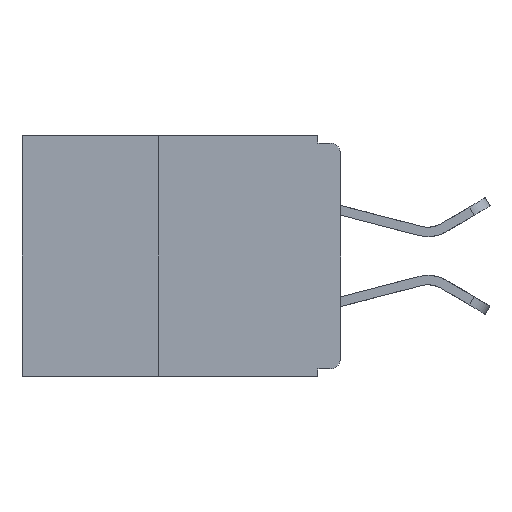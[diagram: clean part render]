
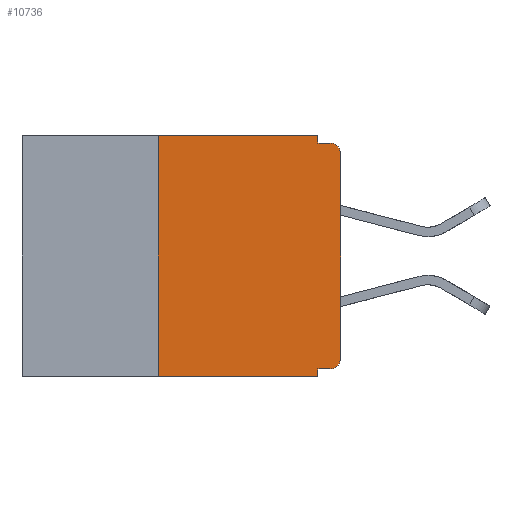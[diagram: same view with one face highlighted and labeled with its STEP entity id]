
A CAD part, left-side view. The second image highlights one B-rep face of the part: STEP entity #10736.
In plain terms, the highlighted planar face has unit normal (-1, 0, 0).
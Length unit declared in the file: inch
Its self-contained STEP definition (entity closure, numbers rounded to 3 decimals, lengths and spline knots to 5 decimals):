
#247 = VECTOR ( 'NONE', #3565, 39.37008 ) ;
#452 = VERTEX_POINT ( 'NONE', #6421 ) ;
#483 = CARTESIAN_POINT ( 'NONE',  ( 0., 0.437, 0. ) ) ;
#550 = EDGE_CURVE ( 'NONE', #7195, #23900, #26136, .T. ) ;
#576 = EDGE_LOOP ( 'NONE', ( #5293, #7343, #22380, #21622, #25204, #1611, #23657, #12785, #12157, #22406 ) ) ;
#921 = LINE ( 'NONE', #1433, #247 ) ;
#1433 = CARTESIAN_POINT ( 'NONE',  ( 0., 0., 0. ) ) ;
#1585 = VECTOR ( 'NONE', #3491, 39.37008 ) ;
#1611 = ORIENTED_EDGE ( 'NONE', *, *, #11205, .F. ) ;
#1983 = CARTESIAN_POINT ( 'NONE',  ( 0., 0.25, -0.33 ) ) ;
#2093 = LINE ( 'NONE', #1983, #16545 ) ;
#2648 = DIRECTION ( 'NONE',  ( 1., 0., 0. ) ) ;
#2977 = VERTEX_POINT ( 'NONE', #21638 ) ;
#3491 = DIRECTION ( 'NONE',  ( 0., 1., 0. ) ) ;
#3561 = CARTESIAN_POINT ( 'NONE',  ( 0., 0., -0.01 ) ) ;
#3565 = DIRECTION ( 'NONE',  ( 0., 0., 1. ) ) ;
#3819 = CARTESIAN_POINT ( 'NONE',  ( 0., 0., -0.32 ) ) ;
#3893 = VECTOR ( 'NONE', #17488, 39.37008 ) ;
#4022 = VERTEX_POINT ( 'NONE', #8126 ) ;
#5067 = VERTEX_POINT ( 'NONE', #15138 ) ;
#5102 = CARTESIAN_POINT ( 'NONE',  ( 0., 0.031, -0.33 ) ) ;
#5293 = ORIENTED_EDGE ( 'NONE', *, *, #16147, .T. ) ;
#6421 = CARTESIAN_POINT ( 'NONE',  ( 0., 0.25, -0.33 ) ) ;
#6526 = CARTESIAN_POINT ( 'NONE',  ( 0., 0.031, -0.32 ) ) ;
#7150 = LINE ( 'NONE', #3819, #1585 ) ;
#7195 = VERTEX_POINT ( 'NONE', #8323 ) ;
#7232 = DIRECTION ( 'NONE',  ( 0., 0., -1. ) ) ;
#7343 = ORIENTED_EDGE ( 'NONE', *, *, #7708, .T. ) ;
#7708 = EDGE_CURVE ( 'NONE', #4022, #24058, #12597, .T. ) ;
#8126 = CARTESIAN_POINT ( 'NONE',  ( 0., 0., -0.025 ) ) ;
#8323 = CARTESIAN_POINT ( 'NONE',  ( 0., 0.015, -0.32 ) ) ;
#8645 = LINE ( 'NONE', #18423, #18922 ) ;
#8831 = EDGE_CURVE ( 'NONE', #7195, #11875, #7150, .T. ) ;
#9035 = LINE ( 'NONE', #3561, #14466 ) ;
#9174 = EDGE_CURVE ( 'NONE', #5067, #24058, #9035, .T. ) ;
#9623 = VECTOR ( 'NONE', #12071, 39.37008 ) ;
#9993 = EDGE_CURVE ( 'NONE', #2977, #25025, #8645, .T. ) ;
#10736 = ADVANCED_FACE ( 'NONE', ( #17229 ), #12916, .F. ) ;
#10748 = VECTOR ( 'NONE', #7232, 39.37008 ) ;
#11205 = EDGE_CURVE ( 'NONE', #452, #2977, #2093, .T. ) ;
#11452 = CARTESIAN_POINT ( 'NONE',  ( 0., 0.031, 0. ) ) ;
#11875 = VERTEX_POINT ( 'NONE', #6526 ) ;
#12071 = DIRECTION ( 'NONE',  ( 0., 0., -1. ) ) ;
#12157 = ORIENTED_EDGE ( 'NONE', *, *, #8831, .F. ) ;
#12265 = AXIS2_PLACEMENT_3D ( 'NONE', #18463, #16955, #16929 ) ;
#12597 = CIRCLE ( 'NONE', #22023, 0.015 ) ;
#12764 = EDGE_CURVE ( 'NONE', #11875, #22726, #26362, .T. ) ;
#12785 = ORIENTED_EDGE ( 'NONE', *, *, #12764, .F. ) ;
#12916 = PLANE ( 'NONE',  #13130 ) ;
#13130 = AXIS2_PLACEMENT_3D ( 'NONE', #483, #2648, #17011 ) ;
#14466 = VECTOR ( 'NONE', #23973, 39.37008 ) ;
#15021 = LINE ( 'NONE', #22273, #9623 ) ;
#15138 = CARTESIAN_POINT ( 'NONE',  ( 0., 0.031, -0.01 ) ) ;
#16126 = CARTESIAN_POINT ( 'NONE',  ( 0., 0., -0.305 ) ) ;
#16147 = EDGE_CURVE ( 'NONE', #23900, #4022, #921, .T. ) ;
#16545 = VECTOR ( 'NONE', #22475, 39.37008 ) ;
#16929 = DIRECTION ( 'NONE',  ( 0., 0., -1. ) ) ;
#16955 = DIRECTION ( 'NONE',  ( -1., 0., 0. ) ) ;
#17011 = DIRECTION ( 'NONE',  ( 0., 0., -1. ) ) ;
#17229 = FACE_OUTER_BOUND ( 'NONE', #576, .T. ) ;
#17387 = CARTESIAN_POINT ( 'NONE',  ( 0., 0.031, -0.33 ) ) ;
#17488 = DIRECTION ( 'NONE',  ( 0., -1., 0. ) ) ;
#18423 = CARTESIAN_POINT ( 'NONE',  ( 0., 0.437, 0. ) ) ;
#18463 = CARTESIAN_POINT ( 'NONE',  ( 0., 0.015, -0.305 ) ) ;
#18922 = VECTOR ( 'NONE', #20516, 39.37008 ) ;
#20516 = DIRECTION ( 'NONE',  ( 0., -1., 0. ) ) ;
#21622 = ORIENTED_EDGE ( 'NONE', *, *, #25182, .F. ) ;
#21638 = CARTESIAN_POINT ( 'NONE',  ( 0., 0.25, 0. ) ) ;
#22023 = AXIS2_PLACEMENT_3D ( 'NONE', #25829, #25799, #25751 ) ;
#22273 = CARTESIAN_POINT ( 'NONE',  ( 0., 0.031, 0. ) ) ;
#22380 = ORIENTED_EDGE ( 'NONE', *, *, #9174, .F. ) ;
#22406 = ORIENTED_EDGE ( 'NONE', *, *, #550, .T. ) ;
#22475 = DIRECTION ( 'NONE',  ( 0., 0., 1. ) ) ;
#22726 = VERTEX_POINT ( 'NONE', #17387 ) ;
#22841 = CARTESIAN_POINT ( 'NONE',  ( 0., 0.015, -0.01 ) ) ;
#23657 = ORIENTED_EDGE ( 'NONE', *, *, #23712, .T. ) ;
#23712 = EDGE_CURVE ( 'NONE', #452, #22726, #26300, .T. ) ;
#23900 = VERTEX_POINT ( 'NONE', #16126 ) ;
#23973 = DIRECTION ( 'NONE',  ( 0., -1., 0. ) ) ;
#24058 = VERTEX_POINT ( 'NONE', #22841 ) ;
#25025 = VERTEX_POINT ( 'NONE', #11452 ) ;
#25182 = EDGE_CURVE ( 'NONE', #25025, #5067, #15021, .T. ) ;
#25204 = ORIENTED_EDGE ( 'NONE', *, *, #9993, .F. ) ;
#25691 = CARTESIAN_POINT ( 'NONE',  ( 0., 0.437, -0.33 ) ) ;
#25751 = DIRECTION ( 'NONE',  ( 0., 0., -1. ) ) ;
#25799 = DIRECTION ( 'NONE',  ( -1., 0., 0. ) ) ;
#25829 = CARTESIAN_POINT ( 'NONE',  ( 0., 0.015, -0.025 ) ) ;
#26136 = CIRCLE ( 'NONE', #12265, 0.015 ) ;
#26300 = LINE ( 'NONE', #25691, #3893 ) ;
#26362 = LINE ( 'NONE', #5102, #10748 ) ;
